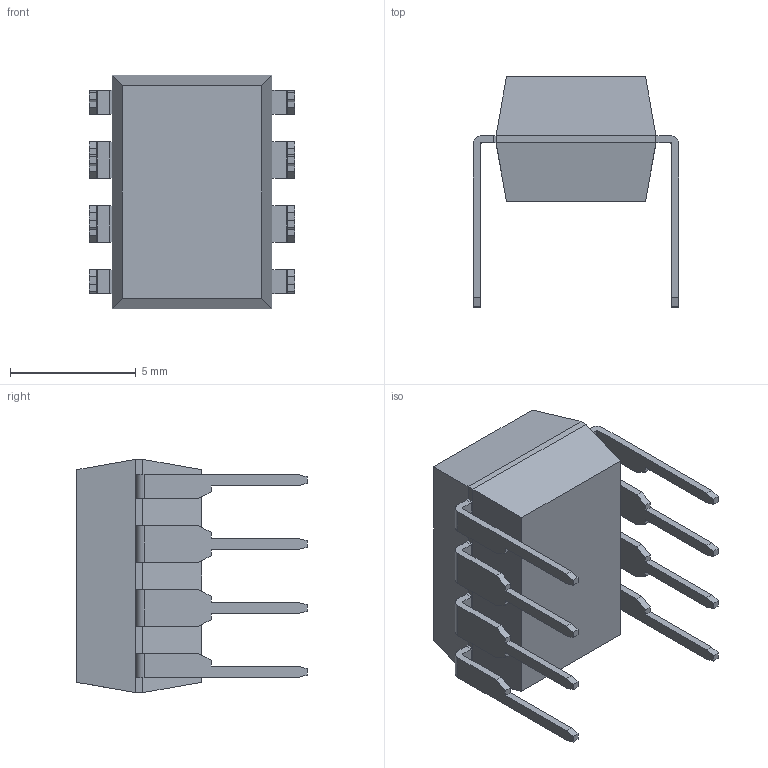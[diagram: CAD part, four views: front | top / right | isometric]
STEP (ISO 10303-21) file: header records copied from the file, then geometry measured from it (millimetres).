
FILE_DESCRIPTION (( 'STEP AP214' ), '1' );
FILE_NAME ('ADP667AN.STEP', '2024-04-09T23:48:26', ( '' ), ( '' ), 'SwSTEP 2.0', 'SolidWorks 2021', '' );
FILE_SCHEMA (( 'AUTOMOTIVE_DESIGN' ));
Length unit declared in the file: millimetre
Products named in the file (1): ADP667AN
Bounding box: 8.15 x 9.14 x 9.27 mm (x, y, z)
Volume: 274.4 mm3; surface area: 381.8 mm2
Topology: 15 solids, 15 shells, 186 faces, 457 edges, 302 vertices
Faces by surface type: plane 162, cylinder 24
Entity records: 5565 total; most frequent: CARTESIAN_POINT 952, ORIENTED_EDGE 914, DIRECTION 877, EDGE_CURVE 457, VECTOR 407, LINE 407, VERTEX_POINT 302, AXIS2_PLACEMENT_3D 235
